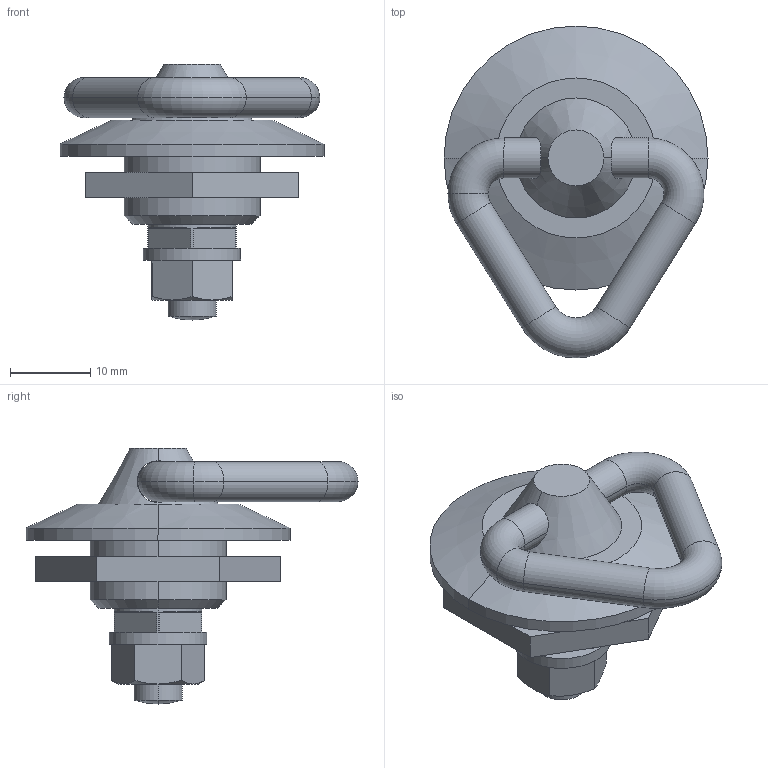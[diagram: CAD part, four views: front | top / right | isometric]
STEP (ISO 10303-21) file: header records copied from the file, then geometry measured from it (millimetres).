
FILE_DESCRIPTION (( 'STEP AP203' ), '1' );
FILE_NAME ('sone3D.STEP', '2013-07-29T05:50:09', ( '' ), ( '' ), 'SwSTEP 2.0', 'SolidWorks 2012', '' );
FILE_SCHEMA (( 'CONFIG_CONTROL_DESIGN' ));
Length unit declared in the file: millimetre
Products named in the file (7): A-17ハンドル_; A-17受座_; A-17六角板ナット_; スプリングワッシャーM6_JIS B 1251 No.2 6; 六角ナットM6（1種）_M6-NUT_; sone3D; A-17シャフト_
Assembly tree (6 placements, depth 2):
  sone3D
    A-17受座_
    A-17ハンドル_
    A-17シャフト_
    A-17六角板ナット_
    スプリングワッシャーM6_JIS B 1251 No.2 6
    六角ナットM6（1種）_M6-NUT_
Bounding box: 33 x 41.5 x 32 mm (x, y, z)
Volume: 8777.5 mm3; surface area: 7215 mm2
Topology: 6 solids, 6 shells, 92 faces, 200 edges, 123 vertices
Faces by surface type: plane 38, cylinder 32, cone 12, torus 8, sphere 2
Entity records: 3419 total; most frequent: CARTESIAN_POINT 610, DIRECTION 478, ORIENTED_EDGE 400, EDGE_CURVE 200, AXIS2_PLACEMENT_3D 193, VERTEX_POINT 123, EDGE_LOOP 103, LINE 92
